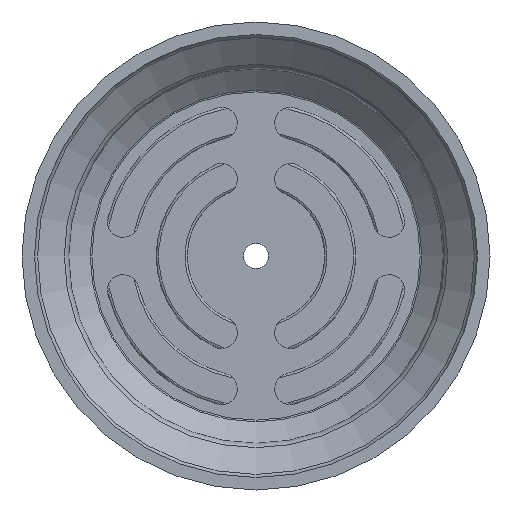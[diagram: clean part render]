
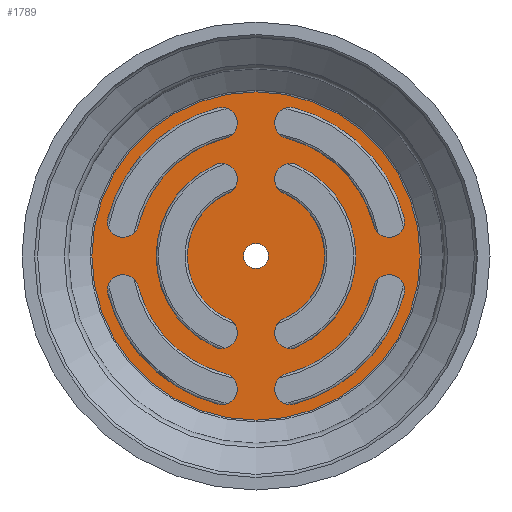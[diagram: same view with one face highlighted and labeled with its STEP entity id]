
A CAD part, front view. The second image highlights one B-rep face of the part: STEP entity #1789.
In plain terms, the highlighted planar face has unit normal (0, -1, 0).
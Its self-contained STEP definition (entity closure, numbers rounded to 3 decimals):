
#246=ORIENTED_EDGE('',*,*,#561,.F.);
#247=ORIENTED_EDGE('',*,*,#562,.T.);
#248=ORIENTED_EDGE('',*,*,#563,.T.);
#249=ORIENTED_EDGE('',*,*,#564,.T.);
#250=ORIENTED_EDGE('',*,*,#565,.F.);
#251=ORIENTED_EDGE('',*,*,#566,.T.);
#252=ORIENTED_EDGE('',*,*,#567,.T.);
#253=ORIENTED_EDGE('',*,*,#568,.T.);
#254=ORIENTED_EDGE('',*,*,#569,.F.);
#255=ORIENTED_EDGE('',*,*,#570,.T.);
#256=ORIENTED_EDGE('',*,*,#571,.T.);
#257=ORIENTED_EDGE('',*,*,#572,.F.);
#258=ORIENTED_EDGE('',*,*,#573,.T.);
#259=ORIENTED_EDGE('',*,*,#574,.T.);
#260=ORIENTED_EDGE('',*,*,#575,.T.);
#261=ORIENTED_EDGE('',*,*,#576,.T.);
#262=ORIENTED_EDGE('',*,*,#577,.F.);
#263=ORIENTED_EDGE('',*,*,#578,.T.);
#264=ORIENTED_EDGE('',*,*,#579,.T.);
#265=ORIENTED_EDGE('',*,*,#580,.F.);
#266=ORIENTED_EDGE('',*,*,#581,.T.);
#267=ORIENTED_EDGE('',*,*,#582,.T.);
#268=ORIENTED_EDGE('',*,*,#583,.T.);
#269=ORIENTED_EDGE('',*,*,#584,.T.);
#270=ORIENTED_EDGE('',*,*,#585,.F.);
#271=ORIENTED_EDGE('',*,*,#560,.T.);
#560=EDGE_CURVE('',#727,#727,#840,.T.);
#561=EDGE_CURVE('',#728,#728,#841,.F.);
#562=EDGE_CURVE('',#729,#730,#842,.T.);
#563=EDGE_CURVE('',#730,#731,#843,.T.);
#564=EDGE_CURVE('',#731,#732,#844,.T.);
#565=EDGE_CURVE('',#729,#732,#845,.T.);
#566=EDGE_CURVE('',#733,#734,#846,.T.);
#567=EDGE_CURVE('',#734,#735,#847,.T.);
#568=EDGE_CURVE('',#735,#736,#848,.T.);
#569=EDGE_CURVE('',#733,#736,#849,.T.);
#570=EDGE_CURVE('',#737,#738,#850,.T.);
#571=EDGE_CURVE('',#738,#739,#851,.T.);
#572=EDGE_CURVE('',#740,#739,#852,.T.);
#573=EDGE_CURVE('',#740,#737,#853,.T.);
#574=EDGE_CURVE('',#741,#742,#854,.T.);
#575=EDGE_CURVE('',#742,#743,#855,.T.);
#576=EDGE_CURVE('',#743,#744,#856,.T.);
#577=EDGE_CURVE('',#741,#744,#857,.T.);
#578=EDGE_CURVE('',#745,#746,#858,.T.);
#579=EDGE_CURVE('',#746,#747,#859,.T.);
#580=EDGE_CURVE('',#748,#747,#860,.T.);
#581=EDGE_CURVE('',#748,#745,#861,.T.);
#582=EDGE_CURVE('',#749,#750,#862,.T.);
#583=EDGE_CURVE('',#750,#751,#863,.T.);
#584=EDGE_CURVE('',#751,#752,#864,.T.);
#585=EDGE_CURVE('',#749,#752,#865,.T.);
#727=VERTEX_POINT('',#2517);
#728=VERTEX_POINT('',#2520);
#729=VERTEX_POINT('',#2522);
#730=VERTEX_POINT('',#2523);
#731=VERTEX_POINT('',#2525);
#732=VERTEX_POINT('',#2527);
#733=VERTEX_POINT('',#2530);
#734=VERTEX_POINT('',#2531);
#735=VERTEX_POINT('',#2533);
#736=VERTEX_POINT('',#2535);
#737=VERTEX_POINT('',#2538);
#738=VERTEX_POINT('',#2539);
#739=VERTEX_POINT('',#2541);
#740=VERTEX_POINT('',#2543);
#741=VERTEX_POINT('',#2546);
#742=VERTEX_POINT('',#2547);
#743=VERTEX_POINT('',#2549);
#744=VERTEX_POINT('',#2551);
#745=VERTEX_POINT('',#2554);
#746=VERTEX_POINT('',#2555);
#747=VERTEX_POINT('',#2557);
#748=VERTEX_POINT('',#2559);
#749=VERTEX_POINT('',#2562);
#750=VERTEX_POINT('',#2563);
#751=VERTEX_POINT('',#2565);
#752=VERTEX_POINT('',#2567);
#840=CIRCLE('',#1897,26.305);
#841=CIRCLE('',#1899,2.);
#842=CIRCLE('',#1900,2.5);
#843=CIRCLE('',#1901,16.);
#844=CIRCLE('',#1902,2.5);
#845=CIRCLE('',#1903,11.);
#846=CIRCLE('',#1904,2.5);
#847=CIRCLE('',#1905,16.);
#848=CIRCLE('',#1906,2.5);
#849=CIRCLE('',#1907,11.);
#850=CIRCLE('',#1908,24.5);
#851=CIRCLE('',#1909,2.5);
#852=CIRCLE('',#1910,19.5);
#853=CIRCLE('',#1911,2.5);
#854=CIRCLE('',#1912,2.5);
#855=CIRCLE('',#1913,24.5);
#856=CIRCLE('',#1914,2.5);
#857=CIRCLE('',#1915,19.5);
#858=CIRCLE('',#1916,24.5);
#859=CIRCLE('',#1917,2.5);
#860=CIRCLE('',#1918,19.5);
#861=CIRCLE('',#1919,2.5);
#862=CIRCLE('',#1920,2.5);
#863=CIRCLE('',#1921,24.5);
#864=CIRCLE('',#1922,2.5);
#865=CIRCLE('',#1923,19.5);
#956=EDGE_LOOP('',(#246));
#957=EDGE_LOOP('',(#247,#248,#249,#250));
#958=EDGE_LOOP('',(#251,#252,#253,#254));
#959=EDGE_LOOP('',(#255,#256,#257,#258));
#960=EDGE_LOOP('',(#259,#260,#261,#262));
#961=EDGE_LOOP('',(#263,#264,#265,#266));
#962=EDGE_LOOP('',(#267,#268,#269,#270));
#963=EDGE_LOOP('',(#271));
#1076=FACE_BOUND('',#956,.T.);
#1077=FACE_BOUND('',#957,.T.);
#1078=FACE_BOUND('',#958,.T.);
#1079=FACE_BOUND('',#959,.T.);
#1080=FACE_BOUND('',#960,.T.);
#1081=FACE_BOUND('',#961,.T.);
#1082=FACE_BOUND('',#962,.T.);
#1083=FACE_BOUND('',#963,.T.);
#1158=PLANE('',#1898);
#1789=ADVANCED_FACE('',(#1076,#1077,#1078,#1079,#1080,#1081,#1082,#1083),
#1158,.F.);
#1897=AXIS2_PLACEMENT_3D('',#2516,#2123,#2124);
#1898=AXIS2_PLACEMENT_3D('',#2518,#2125,#2126);
#1899=AXIS2_PLACEMENT_3D('',#2519,#2127,#2128);
#1900=AXIS2_PLACEMENT_3D('',#2521,#2129,#2130);
#1901=AXIS2_PLACEMENT_3D('',#2524,#2131,#2132);
#1902=AXIS2_PLACEMENT_3D('',#2526,#2133,#2134);
#1903=AXIS2_PLACEMENT_3D('',#2528,#2135,#2136);
#1904=AXIS2_PLACEMENT_3D('',#2529,#2137,#2138);
#1905=AXIS2_PLACEMENT_3D('',#2532,#2139,#2140);
#1906=AXIS2_PLACEMENT_3D('',#2534,#2141,#2142);
#1907=AXIS2_PLACEMENT_3D('',#2536,#2143,#2144);
#1908=AXIS2_PLACEMENT_3D('',#2537,#2145,#2146);
#1909=AXIS2_PLACEMENT_3D('',#2540,#2147,#2148);
#1910=AXIS2_PLACEMENT_3D('',#2542,#2149,#2150);
#1911=AXIS2_PLACEMENT_3D('',#2544,#2151,#2152);
#1912=AXIS2_PLACEMENT_3D('',#2545,#2153,#2154);
#1913=AXIS2_PLACEMENT_3D('',#2548,#2155,#2156);
#1914=AXIS2_PLACEMENT_3D('',#2550,#2157,#2158);
#1915=AXIS2_PLACEMENT_3D('',#2552,#2159,#2160);
#1916=AXIS2_PLACEMENT_3D('',#2553,#2161,#2162);
#1917=AXIS2_PLACEMENT_3D('',#2556,#2163,#2164);
#1918=AXIS2_PLACEMENT_3D('',#2558,#2165,#2166);
#1919=AXIS2_PLACEMENT_3D('',#2560,#2167,#2168);
#1920=AXIS2_PLACEMENT_3D('',#2561,#2169,#2170);
#1921=AXIS2_PLACEMENT_3D('',#2564,#2171,#2172);
#1922=AXIS2_PLACEMENT_3D('',#2566,#2173,#2174);
#1923=AXIS2_PLACEMENT_3D('',#2568,#2175,#2176);
#2123=DIRECTION('',(0.,-1.,0.));
#2124=DIRECTION('',(0.,0.,-1.));
#2125=DIRECTION('',(0.,1.,0.));
#2126=DIRECTION('',(0.,0.,1.));
#2127=DIRECTION('',(0.,1.,0.));
#2128=DIRECTION('',(0.,0.,1.));
#2129=DIRECTION('',(0.,1.,0.));
#2130=DIRECTION('',(1.,0.,0.));
#2131=DIRECTION('',(0.,1.,0.));
#2132=DIRECTION('',(1.,0.,0.));
#2133=DIRECTION('',(0.,1.,0.));
#2134=DIRECTION('',(1.,0.,0.));
#2135=DIRECTION('',(0.,1.,0.));
#2136=DIRECTION('',(1.,0.,0.));
#2137=DIRECTION('',(0.,1.,0.));
#2138=DIRECTION('',(1.,0.,0.));
#2139=DIRECTION('',(0.,1.,0.));
#2140=DIRECTION('',(1.,0.,0.));
#2141=DIRECTION('',(0.,1.,0.));
#2142=DIRECTION('',(1.,0.,0.));
#2143=DIRECTION('',(0.,1.,0.));
#2144=DIRECTION('',(1.,0.,0.));
#2145=DIRECTION('',(0.,1.,0.));
#2146=DIRECTION('',(1.,0.,0.));
#2147=DIRECTION('',(0.,1.,0.));
#2148=DIRECTION('',(1.,0.,0.));
#2149=DIRECTION('',(0.,1.,0.));
#2150=DIRECTION('',(1.,0.,0.));
#2151=DIRECTION('',(0.,1.,0.));
#2152=DIRECTION('',(1.,0.,0.));
#2153=DIRECTION('',(0.,1.,0.));
#2154=DIRECTION('',(1.,0.,0.));
#2155=DIRECTION('',(0.,1.,0.));
#2156=DIRECTION('',(1.,0.,0.));
#2157=DIRECTION('',(0.,1.,0.));
#2158=DIRECTION('',(1.,0.,0.));
#2159=DIRECTION('',(0.,1.,0.));
#2160=DIRECTION('',(1.,0.,0.));
#2161=DIRECTION('',(0.,1.,0.));
#2162=DIRECTION('',(1.,0.,0.));
#2163=DIRECTION('',(0.,1.,0.));
#2164=DIRECTION('',(1.,0.,0.));
#2165=DIRECTION('',(0.,1.,0.));
#2166=DIRECTION('',(1.,0.,0.));
#2167=DIRECTION('',(0.,1.,0.));
#2168=DIRECTION('',(1.,0.,0.));
#2169=DIRECTION('',(0.,1.,0.));
#2170=DIRECTION('',(1.,0.,0.));
#2171=DIRECTION('',(0.,1.,0.));
#2172=DIRECTION('',(1.,0.,0.));
#2173=DIRECTION('',(0.,1.,0.));
#2174=DIRECTION('',(1.,0.,0.));
#2175=DIRECTION('',(0.,1.,0.));
#2176=DIRECTION('',(1.,0.,0.));
#2516=CARTESIAN_POINT('',(0.,20.5,0.));
#2517=CARTESIAN_POINT('',(0.,20.5,-26.305));
#2518=CARTESIAN_POINT('',(10.6,20.5,0.));
#2519=CARTESIAN_POINT('',(0.,20.5,0.));
#2520=CARTESIAN_POINT('',(0.,20.5,2.));
#2521=CARTESIAN_POINT('',(5.5,20.5,12.329));
#2522=CARTESIAN_POINT('',(4.481,20.5,10.046));
#2523=CARTESIAN_POINT('',(6.519,20.5,14.612));
#2524=CARTESIAN_POINT('',(0.,20.5,0.));
#2525=CARTESIAN_POINT('',(6.519,20.5,-14.612));
#2526=CARTESIAN_POINT('',(5.5,20.5,-12.329));
#2527=CARTESIAN_POINT('',(4.481,20.5,-10.046));
#2528=CARTESIAN_POINT('',(0.,20.5,0.));
#2529=CARTESIAN_POINT('',(-5.5,20.5,-12.329));
#2530=CARTESIAN_POINT('',(-4.481,20.5,-10.046));
#2531=CARTESIAN_POINT('',(-6.519,20.5,-14.612));
#2532=CARTESIAN_POINT('',(0.,20.5,0.));
#2533=CARTESIAN_POINT('',(-6.519,20.5,14.612));
#2534=CARTESIAN_POINT('',(-5.5,20.5,12.329));
#2535=CARTESIAN_POINT('',(-4.481,20.5,10.046));
#2536=CARTESIAN_POINT('',(0.,20.5,0.));
#2537=CARTESIAN_POINT('',(0.,20.5,0.));
#2538=CARTESIAN_POINT('',(23.722,20.5,-6.125));
#2539=CARTESIAN_POINT('',(6.125,20.5,-23.722));
#2540=CARTESIAN_POINT('',(5.5,20.5,-21.301));
#2541=CARTESIAN_POINT('',(4.875,20.5,-18.881));
#2542=CARTESIAN_POINT('',(0.,20.5,0.));
#2543=CARTESIAN_POINT('',(18.881,20.5,-4.875));
#2544=CARTESIAN_POINT('',(21.301,20.5,-5.5));
#2545=CARTESIAN_POINT('',(5.5,20.5,21.301));
#2546=CARTESIAN_POINT('',(4.875,20.5,18.881));
#2547=CARTESIAN_POINT('',(6.125,20.5,23.722));
#2548=CARTESIAN_POINT('',(0.,20.5,0.));
#2549=CARTESIAN_POINT('',(23.722,20.5,6.125));
#2550=CARTESIAN_POINT('',(21.301,20.5,5.5));
#2551=CARTESIAN_POINT('',(18.881,20.5,4.875));
#2552=CARTESIAN_POINT('',(0.,20.5,0.));
#2553=CARTESIAN_POINT('',(0.,20.5,0.));
#2554=CARTESIAN_POINT('',(-6.125,20.5,-23.722));
#2555=CARTESIAN_POINT('',(-23.722,20.5,-6.125));
#2556=CARTESIAN_POINT('',(-21.301,20.5,-5.5));
#2557=CARTESIAN_POINT('',(-18.881,20.5,-4.875));
#2558=CARTESIAN_POINT('',(0.,20.5,0.));
#2559=CARTESIAN_POINT('',(-4.875,20.5,-18.881));
#2560=CARTESIAN_POINT('',(-5.5,20.5,-21.301));
#2561=CARTESIAN_POINT('',(-21.301,20.5,5.5));
#2562=CARTESIAN_POINT('',(-18.881,20.5,4.875));
#2563=CARTESIAN_POINT('',(-23.722,20.5,6.125));
#2564=CARTESIAN_POINT('',(0.,20.5,0.));
#2565=CARTESIAN_POINT('',(-6.125,20.5,23.722));
#2566=CARTESIAN_POINT('',(-5.5,20.5,21.301));
#2567=CARTESIAN_POINT('',(-4.875,20.5,18.881));
#2568=CARTESIAN_POINT('',(0.,20.5,0.));
